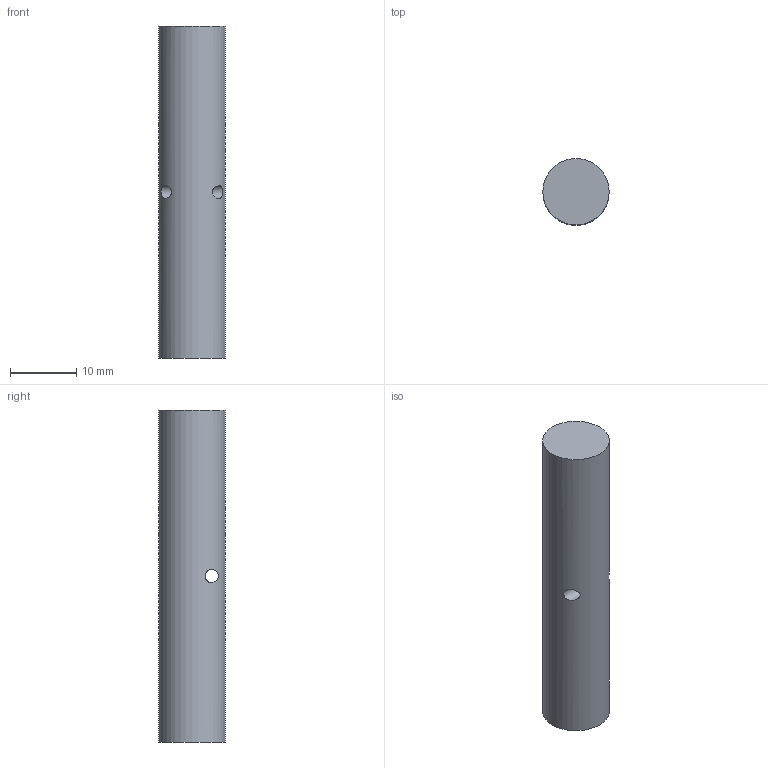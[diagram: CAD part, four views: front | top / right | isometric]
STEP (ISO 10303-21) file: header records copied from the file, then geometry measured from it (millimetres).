
FILE_DESCRIPTION(/* description */ ('STEP AP203'),/* implementation_level */ '2;1');
FILE_NAME(/* name */ 'hand-axel-x2 v2.step',/* time_stamp */ '2025-06-13T17:15:51-07:00',/* author */ (''),/* organization */ (''),/* preprocessor_version */ 'ST-DEVELOPER v20.1',/* originating_system */ 'Autodesk Translation Framework v14.10.0.0',/* authorisation */ '');
FILE_SCHEMA (('AUTOMOTIVE_DESIGN { 1 0 10303 214 3 1 1 }'));
Length unit declared in the file: millimetre
Products named in the file (1): hand-axel-x2
Bounding box: 10 x 10 x 50 mm (x, y, z)
Volume: 3902 mm3; surface area: 1769.3 mm2
Topology: 1 solids, 1 shells, 4 faces, 7 edges, 5 vertices
Faces by surface type: cylinder 2, plane 2
Full cylindrical faces by diameter (mm): 2 x1, 10 x1
Entity records: 207 total; most frequent: CARTESIAN_POINT 92, DIRECTION 16, ORIENTED_EDGE 14, EDGE_CURVE 7, AXIS2_PLACEMENT_3D 7, EDGE_LOOP 6, VERTEX_POINT 5, FACE_OUTER_BOUND 4
